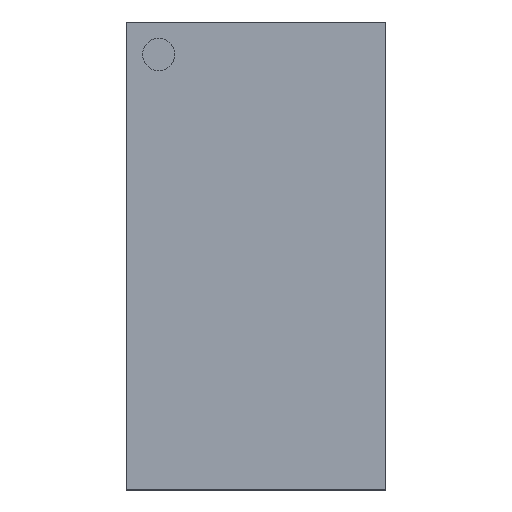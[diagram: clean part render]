
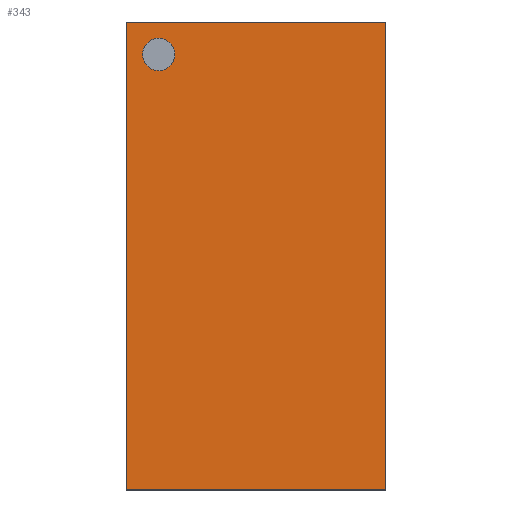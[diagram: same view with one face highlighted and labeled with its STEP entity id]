
A CAD part, top view. The second image highlights one B-rep face of the part: STEP entity #343.
In plain terms, the highlighted planar face has unit normal (0, 0, 1).
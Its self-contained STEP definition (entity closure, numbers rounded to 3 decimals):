
#154 = VERTEX_POINT('',#155);
#155 = CARTESIAN_POINT('',(-0.433,-0.781,0.531));
#162 = PLANE('',#163);
#163 = AXIS2_PLACEMENT_3D('',#164,#165,#166);
#164 = CARTESIAN_POINT('',(-0.433,-0.781,0.23));
#165 = DIRECTION('',(1.,0.,0.));
#166 = DIRECTION('',(0.,0.,1.));
#174 = PLANE('',#175);
#175 = AXIS2_PLACEMENT_3D('',#176,#177,#178);
#176 = CARTESIAN_POINT('',(-0.433,-0.781,0.23));
#177 = DIRECTION('',(0.,1.,0.));
#178 = DIRECTION('',(0.,0.,1.));
#215 = VERTEX_POINT('',#216);
#216 = CARTESIAN_POINT('',(-0.433,0.781,0.531));
#230 = PLANE('',#231);
#231 = AXIS2_PLACEMENT_3D('',#232,#233,#234);
#232 = CARTESIAN_POINT('',(-0.433,0.781,0.23));
#233 = DIRECTION('',(0.,1.,0.));
#234 = DIRECTION('',(0.,0.,1.));
#242 = EDGE_CURVE('',#154,#215,#243,.T.);
#243 = SURFACE_CURVE('',#244,(#248,#255),.PCURVE_S1.);
#244 = LINE('',#245,#246);
#245 = CARTESIAN_POINT('',(-0.433,-0.781,0.531));
#246 = VECTOR('',#247,1.);
#247 = DIRECTION('',(0.,1.,0.));
#248 = PCURVE('',#162,#249);
#249 = DEFINITIONAL_REPRESENTATION('',(#250),#254);
#250 = LINE('',#251,#252);
#251 = CARTESIAN_POINT('',(0.301,0.));
#252 = VECTOR('',#253,1.);
#253 = DIRECTION('',(0.,-1.));
#254 = ( GEOMETRIC_REPRESENTATION_CONTEXT(2) 
PARAMETRIC_REPRESENTATION_CONTEXT() REPRESENTATION_CONTEXT('2D SPACE',''
  ) );
#255 = PCURVE('',#256,#261);
#256 = PLANE('',#257);
#257 = AXIS2_PLACEMENT_3D('',#258,#259,#260);
#258 = CARTESIAN_POINT('',(-0.433,-0.781,0.531));
#259 = DIRECTION('',(0.,0.,1.));
#260 = DIRECTION('',(1.,0.,0.));
#261 = DEFINITIONAL_REPRESENTATION('',(#262),#266);
#262 = LINE('',#263,#264);
#263 = CARTESIAN_POINT('',(0.,0.));
#264 = VECTOR('',#265,1.);
#265 = DIRECTION('',(0.,1.));
#266 = ( GEOMETRIC_REPRESENTATION_CONTEXT(2) 
PARAMETRIC_REPRESENTATION_CONTEXT() REPRESENTATION_CONTEXT('2D SPACE',''
  ) );
#295 = EDGE_CURVE('',#154,#296,#298,.T.);
#296 = VERTEX_POINT('',#297);
#297 = CARTESIAN_POINT('',(0.433,-0.781,0.531));
#298 = SURFACE_CURVE('',#299,(#303,#310),.PCURVE_S1.);
#299 = LINE('',#300,#301);
#300 = CARTESIAN_POINT('',(-0.433,-0.781,0.531));
#301 = VECTOR('',#302,1.);
#302 = DIRECTION('',(1.,0.,0.));
#303 = PCURVE('',#174,#304);
#304 = DEFINITIONAL_REPRESENTATION('',(#305),#309);
#305 = LINE('',#306,#307);
#306 = CARTESIAN_POINT('',(0.301,0.));
#307 = VECTOR('',#308,1.);
#308 = DIRECTION('',(0.,1.));
#309 = ( GEOMETRIC_REPRESENTATION_CONTEXT(2) 
PARAMETRIC_REPRESENTATION_CONTEXT() REPRESENTATION_CONTEXT('2D SPACE',''
  ) );
#310 = PCURVE('',#256,#311);
#311 = DEFINITIONAL_REPRESENTATION('',(#312),#316);
#312 = LINE('',#313,#314);
#313 = CARTESIAN_POINT('',(0.,0.));
#314 = VECTOR('',#315,1.);
#315 = DIRECTION('',(1.,0.));
#316 = ( GEOMETRIC_REPRESENTATION_CONTEXT(2) 
PARAMETRIC_REPRESENTATION_CONTEXT() REPRESENTATION_CONTEXT('2D SPACE',''
  ) );
#332 = PLANE('',#333);
#333 = AXIS2_PLACEMENT_3D('',#334,#335,#336);
#334 = CARTESIAN_POINT('',(0.433,-0.781,0.23));
#335 = DIRECTION('',(1.,0.,0.));
#336 = DIRECTION('',(0.,0.,1.));
#343 = ADVANCED_FACE('',(#344,#392),#256,.T.);
#344 = FACE_BOUND('',#345,.T.);
#345 = EDGE_LOOP('',(#346,#347,#348,#371));
#346 = ORIENTED_EDGE('',*,*,#242,.F.);
#347 = ORIENTED_EDGE('',*,*,#295,.T.);
#348 = ORIENTED_EDGE('',*,*,#349,.T.);
#349 = EDGE_CURVE('',#296,#350,#352,.T.);
#350 = VERTEX_POINT('',#351);
#351 = CARTESIAN_POINT('',(0.433,0.781,0.531));
#352 = SURFACE_CURVE('',#353,(#357,#364),.PCURVE_S1.);
#353 = LINE('',#354,#355);
#354 = CARTESIAN_POINT('',(0.433,-0.781,0.531));
#355 = VECTOR('',#356,1.);
#356 = DIRECTION('',(0.,1.,0.));
#357 = PCURVE('',#256,#358);
#358 = DEFINITIONAL_REPRESENTATION('',(#359),#363);
#359 = LINE('',#360,#361);
#360 = CARTESIAN_POINT('',(0.866,0.));
#361 = VECTOR('',#362,1.);
#362 = DIRECTION('',(0.,1.));
#363 = ( GEOMETRIC_REPRESENTATION_CONTEXT(2) 
PARAMETRIC_REPRESENTATION_CONTEXT() REPRESENTATION_CONTEXT('2D SPACE',''
  ) );
#364 = PCURVE('',#332,#365);
#365 = DEFINITIONAL_REPRESENTATION('',(#366),#370);
#366 = LINE('',#367,#368);
#367 = CARTESIAN_POINT('',(0.301,0.));
#368 = VECTOR('',#369,1.);
#369 = DIRECTION('',(0.,-1.));
#370 = ( GEOMETRIC_REPRESENTATION_CONTEXT(2) 
PARAMETRIC_REPRESENTATION_CONTEXT() REPRESENTATION_CONTEXT('2D SPACE',''
  ) );
#371 = ORIENTED_EDGE('',*,*,#372,.F.);
#372 = EDGE_CURVE('',#215,#350,#373,.T.);
#373 = SURFACE_CURVE('',#374,(#378,#385),.PCURVE_S1.);
#374 = LINE('',#375,#376);
#375 = CARTESIAN_POINT('',(-0.433,0.781,0.531));
#376 = VECTOR('',#377,1.);
#377 = DIRECTION('',(1.,0.,0.));
#378 = PCURVE('',#256,#379);
#379 = DEFINITIONAL_REPRESENTATION('',(#380),#384);
#380 = LINE('',#381,#382);
#381 = CARTESIAN_POINT('',(0.,1.562));
#382 = VECTOR('',#383,1.);
#383 = DIRECTION('',(1.,0.));
#384 = ( GEOMETRIC_REPRESENTATION_CONTEXT(2) 
PARAMETRIC_REPRESENTATION_CONTEXT() REPRESENTATION_CONTEXT('2D SPACE',''
  ) );
#385 = PCURVE('',#230,#386);
#386 = DEFINITIONAL_REPRESENTATION('',(#387),#391);
#387 = LINE('',#388,#389);
#388 = CARTESIAN_POINT('',(0.301,0.));
#389 = VECTOR('',#390,1.);
#390 = DIRECTION('',(0.,1.));
#391 = ( GEOMETRIC_REPRESENTATION_CONTEXT(2) 
PARAMETRIC_REPRESENTATION_CONTEXT() REPRESENTATION_CONTEXT('2D SPACE',''
  ) );
#392 = FACE_BOUND('',#393,.T.);
#393 = EDGE_LOOP('',(#394));
#394 = ORIENTED_EDGE('',*,*,#395,.F.);
#395 = EDGE_CURVE('',#396,#396,#398,.T.);
#396 = VERTEX_POINT('',#397);
#397 = CARTESIAN_POINT('',(-0.271,0.673,0.531));
#398 = SURFACE_CURVE('',#399,(#404,#411),.PCURVE_S1.);
#399 = CIRCLE('',#400,0.054);
#400 = AXIS2_PLACEMENT_3D('',#401,#402,#403);
#401 = CARTESIAN_POINT('',(-0.325,0.673,0.531));
#402 = DIRECTION('',(0.,0.,1.));
#403 = DIRECTION('',(1.,0.,0.));
#404 = PCURVE('',#256,#405);
#405 = DEFINITIONAL_REPRESENTATION('',(#406),#410);
#406 = CIRCLE('',#407,0.054);
#407 = AXIS2_PLACEMENT_2D('',#408,#409);
#408 = CARTESIAN_POINT('',(0.108,1.453));
#409 = DIRECTION('',(1.,0.));
#410 = ( GEOMETRIC_REPRESENTATION_CONTEXT(2) 
PARAMETRIC_REPRESENTATION_CONTEXT() REPRESENTATION_CONTEXT('2D SPACE',''
  ) );
#411 = PCURVE('',#412,#417);
#412 = CYLINDRICAL_SURFACE('',#413,0.054);
#413 = AXIS2_PLACEMENT_3D('',#414,#415,#416);
#414 = CARTESIAN_POINT('',(-0.325,0.673,0.478));
#415 = DIRECTION('',(0.,0.,1.));
#416 = DIRECTION('',(1.,0.,0.));
#417 = DEFINITIONAL_REPRESENTATION('',(#418),#422);
#418 = LINE('',#419,#420);
#419 = CARTESIAN_POINT('',(0.,0.053));
#420 = VECTOR('',#421,1.);
#421 = DIRECTION('',(1.,0.));
#422 = ( GEOMETRIC_REPRESENTATION_CONTEXT(2) 
PARAMETRIC_REPRESENTATION_CONTEXT() REPRESENTATION_CONTEXT('2D SPACE',''
  ) );
